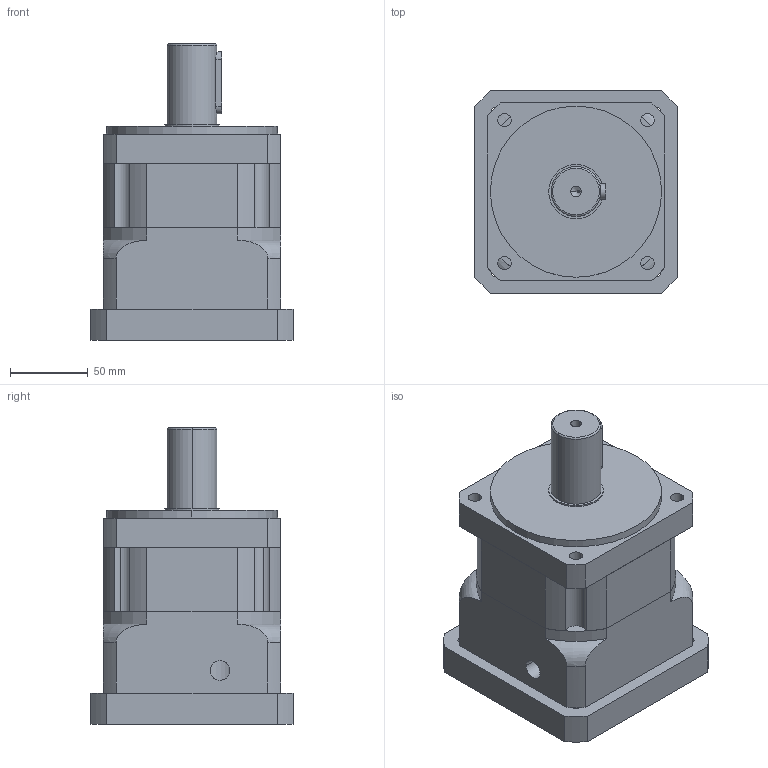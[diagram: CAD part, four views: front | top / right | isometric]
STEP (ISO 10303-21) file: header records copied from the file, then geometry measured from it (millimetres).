
FILE_DESCRIPTION (( 'STEP AP214' ), '1' );
FILE_NAME ('DA120-PX-L1-XX-22-110-145-M8_2019.STEP', '2019-03-13T05:14:02', ( 'Y' ), ( 'NCU' ), 'SwSTEP 2.0', 'SolidWorks 2016', '' );
FILE_SCHEMA (( 'AUTOMOTIVE_DESIGN' ));
Length unit declared in the file: millimetre
Products named in the file (1): DA120-PX-L1-XX-22-110-145-M8_2019
Bounding box: 130 x 130 x 190.5 mm (x, y, z)
Volume: 1603635.3 mm3; surface area: 196170.2 mm2
Topology: 3 solids, 7 shells, 266 faces, 625 edges, 402 vertices
Faces by surface type: cylinder 139, plane 103, cone 18, torus 6
Entity records: 9621 total; most frequent: CARTESIAN_POINT 1744, DIRECTION 1432, ORIENTED_EDGE 1230, EDGE_CURVE 615, AXIS2_PLACEMENT_3D 566, VERTEX_POINT 402, EDGE_LOOP 325, LINE 300
